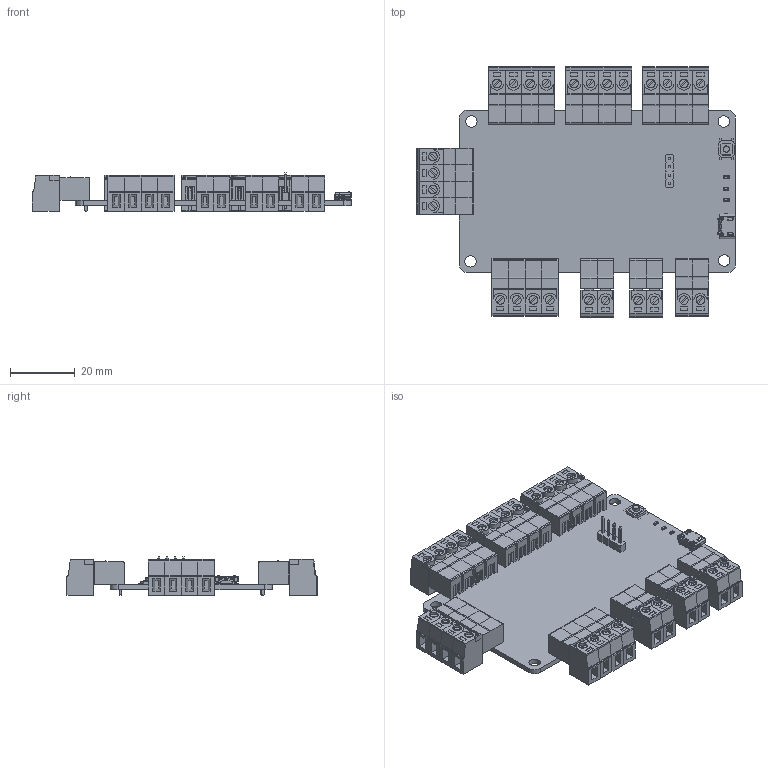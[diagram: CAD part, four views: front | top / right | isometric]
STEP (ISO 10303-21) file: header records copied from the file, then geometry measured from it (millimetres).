
FILE_DESCRIPTION(('Open CASCADE Model'),'2;1');
FILE_NAME('Open CASCADE Shape Model','2020-05-05T10:42:57',('Author'),( 'Open CASCADE'),'Open CASCADE STEP processor 6.8','Open CASCADE 6.8' ,'Unknown');
FILE_SCHEMA(('AUTOMOTIVE_DESIGN { 1 0 10303 214 1 1 1 1 }'));
Length unit declared in the file: millimetre
Products named in the file (46): PCB; Board; Open CASCADE STEP translator 6.8 1.1.1; Designator44; LED_0603_Lens_BLUE; LED_0603_Base_BLUE; Designator43; Designator42; Designator41; CUI_DEVICES_UJ2-MIBH2-4-SMT; Designator36; 2EDGR_-_2P; 15EDGRC-5.08-_02P-14-00A(H); 15EDGRC-5.08-_02P-14-00A(H).stp; body_1pc.stp; contact.stp; body_1pc_1.stp; 15EDGK-5.08-02P-14-00A(H); 15EDGK-5.08-02P-14-00A(H).stp; body_1pc_EC350V.stp; body_screw_EC350V.stp; body_15edgk_top.stp; Designator35; 2EDGR_-_4P; 15EDGRC-5.08-_04P-14-00A(H); 15EDGRC-5.08-_04P-14-00A(H).stp; body_1pc_2.stp; body_1pc_3.stp; 15EDGK-5.08-04P-14-00A(H); 15EDGK-5.08-04P-14-00A(H).stp; Designator34; Designator33; 4_pin_vertical_header; B1; Tactal_Switch_-_SMD_(5mmx_5mmx2.0mm); Designator15; Designator14; Designator13; Designator8; Designator6
Assembly tree (69 placements, depth 6):
  PCB
    Board
      Open CASCADE STEP translator 6.8 1.1.1
    Designator44
      LED_0603_Lens_BLUE
      LED_0603_Base_BLUE
    Designator43
      LED_0603_Lens_BLUE
      LED_0603_Base_BLUE
    Designator42
      LED_0603_Lens_BLUE
      LED_0603_Base_BLUE
    Designator41
      CUI_DEVICES_UJ2-MIBH2-4-SMT
    Designator36
      2EDGR_-_2P
        15EDGRC-5.08-_02P-14-00A(H)
          15EDGRC-5.08-_02P-14-00A(H).stp
            body_1pc.stp
            contact.stp  x2
            body_1pc_1.stp
        15EDGK-5.08-02P-14-00A(H)
          15EDGK-5.08-02P-14-00A(H).stp
            body_1pc_EC350V.stp  x2
            body_screw_EC350V.stp  x2
            body_15edgk_top.stp  x2
    Designator35
      2EDGR_-_4P
        15EDGRC-5.08-_04P-14-00A(H)
          15EDGRC-5.08-_04P-14-00A(H).stp
            body_1pc.stp
            contact.stp  x4
            body_1pc_1.stp
            body_1pc_2.stp
            body_1pc_3.stp
        15EDGK-5.08-04P-14-00A(H)
          15EDGK-5.08-04P-14-00A(H).stp
            body_1pc_EC350V.stp  x4
            body_screw_EC350V.stp  x4
            body_15edgk_top.stp  x2
    Designator34
      2EDGR_-_2P
        15EDGRC-5.08-_02P-14-00A(H)
          15EDGRC-5.08-_02P-14-00A(H).stp
            body_1pc.stp
            contact.stp  x2
            body_1pc_1.stp
        15EDGK-5.08-02P-14-00A(H)
          15EDGK-5.08-02P-14-00A(H).stp
            body_1pc_EC350V.stp  x2
            body_screw_EC350V.stp  x2
            body_15edgk_top.stp  x2
    Designator33
      4_pin_vertical_header
    B1
      Tactal_Switch_-_SMD_(5mmx_5mmx2.0mm)
    Designator15
      2EDGR_-_4P
        15EDGRC-5.08-_04P-14-00A(H)
          15EDGRC-5.08-_04P-14-00A(H).stp
Bounding box: 98.22 x 76.95 x 11.96 mm (x, y, z)
Volume: 23074 mm3; surface area: 40204.3 mm2
Topology: 138 solids, 158 shells, 5364 faces, 13856 edges, 9010 vertices
Faces by surface type: plane 3892, cylinder 1348, torus 53, bspline 43, sphere 16, cone 12
Full cylindrical faces by diameter (mm): 0.65 x2, 1.1 x4, 1.5 x26, 2.007 x1, 3.5 x4
Entity records: 53120 total; most frequent: CARTESIAN_POINT 11826, ORIENTED_EDGE 8272, DIRECTION 7178, EDGE_CURVE 4136, LINE 3066, VECTOR 3066, VERTEX_POINT 2722, AXIS2_PLACEMENT_3D 2056
